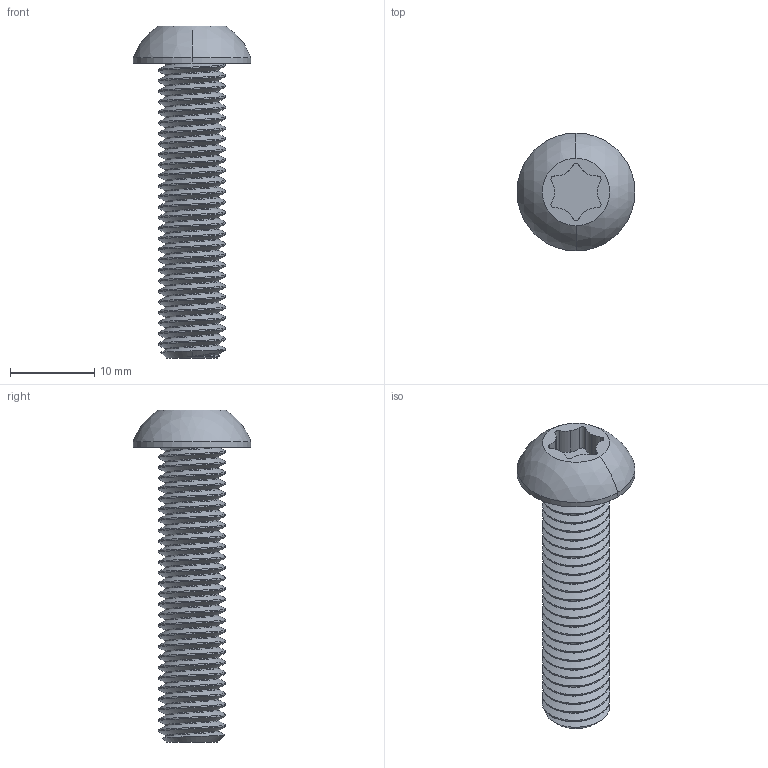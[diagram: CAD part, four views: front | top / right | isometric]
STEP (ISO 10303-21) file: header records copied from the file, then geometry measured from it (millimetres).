
FILE_DESCRIPTION (( 'STEP AP203' ), '1' );
FILE_NAME ('92832A598_Zinc-Plated Alloy Steel Button Head Torx Screws.STEP', '2021-12-02T18:56:02', ( 'Administrator' ), ( 'Managed by Terraform' ), 'SwSTEP 2.0', 'SolidWorks 2017', '' );
FILE_SCHEMA (( 'CONFIG_CONTROL_DESIGN' ));
Length unit declared in the file: millimetre
Products named in the file (1): 92832A598_Zinc-Plated Alloy Steel Button Head Torx Screws
Bounding box: 14 x 14 x 39.4 mm (x, y, z)
Volume: 1853.6 mm3; surface area: 1841 mm2
Topology: 1 solids, 1 shells, 87 faces, 247 edges, 164 vertices
Faces by surface type: cylinder 75, plane 4, cone 3, bspline 3, sphere 2
Entity records: 7229 total; most frequent: CARTESIAN_POINT 5206, ORIENTED_EDGE 494, DIRECTION 343, EDGE_CURVE 247, VERTEX_POINT 164, AXIS2_PLACEMENT_3D 133, EDGE_LOOP 89, FACE_OUTER_BOUND 87
